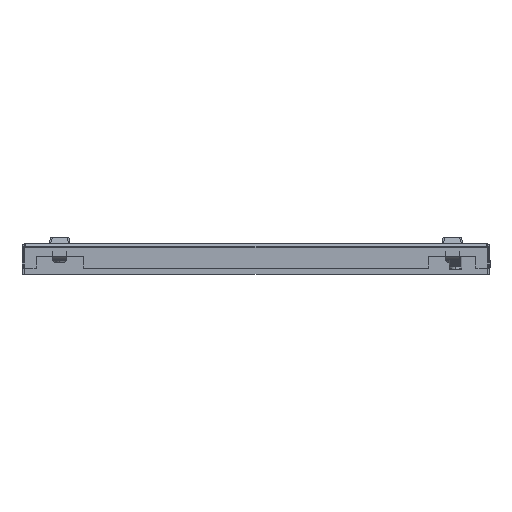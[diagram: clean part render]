
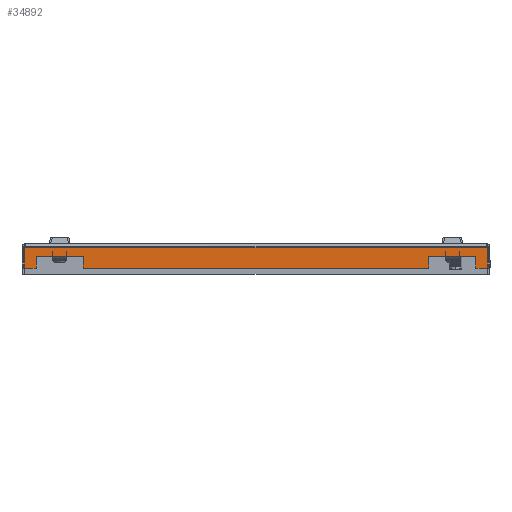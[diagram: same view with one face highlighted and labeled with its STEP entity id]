
A CAD part, left-side view. The second image highlights one B-rep face of the part: STEP entity #34892.
In plain terms, the highlighted planar face has unit normal (-1, 0, 0).
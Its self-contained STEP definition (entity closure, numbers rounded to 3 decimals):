
#1039 = CARTESIAN_POINT ( 'NONE',  ( -332.5, 148., -0.75 ) ) ;
#1059 = CARTESIAN_POINT ( 'NONE',  ( -332.5, -147.999, -0.75 ) ) ;
#1073 = CARTESIAN_POINT ( 'NONE',  ( -332.5, 140., -6.5 ) ) ;
#4713 = FACE_OUTER_BOUND ( 'NONE', #11050, .T. ) ;
#8400 = LINE ( 'NONE', #16370, #8415 ) ;
#8406 = LINE ( 'NONE', #16347, #8409 ) ;
#8409 = VECTOR ( 'NONE', #16344, 1000. ) ;
#8410 = LINE ( 'NONE', #16337, #8413 ) ;
#8413 = VECTOR ( 'NONE', #16333, 1000. ) ;
#8414 = LINE ( 'NONE', #16327, #8417 ) ;
#8415 = VECTOR ( 'NONE', #16331, 1000. ) ;
#8416 = LINE ( 'NONE', #16322, #8419 ) ;
#8417 = VECTOR ( 'NONE', #16324, 1000. ) ;
#8418 = LINE ( 'NONE', #16317, #8421 ) ;
#8419 = VECTOR ( 'NONE', #16319, 1000. ) ;
#8420 = LINE ( 'NONE', #16312, #8423 ) ;
#8421 = VECTOR ( 'NONE', #16314, 1000. ) ;
#8422 = LINE ( 'NONE', #16307, #8425 ) ;
#8423 = VECTOR ( 'NONE', #16309, 1000. ) ;
#8424 = LINE ( 'NONE', #16302, #8427 ) ;
#8425 = VECTOR ( 'NONE', #16304, 1000. ) ;
#8426 = LINE ( 'NONE', #16297, #8429 ) ;
#8427 = VECTOR ( 'NONE', #16299, 1000. ) ;
#8428 = LINE ( 'NONE', #16292, #8431 ) ;
#8429 = VECTOR ( 'NONE', #16294, 1000. ) ;
#8431 = VECTOR ( 'NONE', #16289, 1000. ) ;
#8432 = LINE ( 'NONE', #16284, #8433 ) ;
#8433 = VECTOR ( 'NONE', #16286, 1000. ) ;
#10253 = VERTEX_POINT ( 'NONE', #54706 ) ;
#10257 = VERTEX_POINT ( 'NONE', #54700 ) ;
#10258 = VERTEX_POINT ( 'NONE', #54698 ) ;
#10259 = VERTEX_POINT ( 'NONE', #54696 ) ;
#10260 = VERTEX_POINT ( 'NONE', #54694 ) ;
#10261 = VERTEX_POINT ( 'NONE', #54692 ) ;
#10262 = VERTEX_POINT ( 'NONE', #54690 ) ;
#10269 = VERTEX_POINT ( 'NONE', #54676 ) ;
#10270 = VERTEX_POINT ( 'NONE', #54674 ) ;
#11050 = EDGE_LOOP ( 'NONE', ( #20083, #20114, #20115, #20116, #20117, #20118, #20119, #20120, #20121, #20122, #20123, #20124 ) ) ;
#15135 = EDGE_CURVE ( 'NONE', #20877, #10270, #8406, .T. ) ;
#15137 = EDGE_CURVE ( 'NONE', #10262, #10269, #8410, .T. ) ;
#15138 = EDGE_CURVE ( 'NONE', #10269, #10270, #8400, .T. ) ;
#15139 = EDGE_CURVE ( 'NONE', #10259, #10261, #8414, .T. ) ;
#15140 = EDGE_CURVE ( 'NONE', #10261, #10262, #8416, .T. ) ;
#15141 = EDGE_CURVE ( 'NONE', #10258, #10260, #8418, .T. ) ;
#15142 = EDGE_CURVE ( 'NONE', #10260, #10259, #8420, .T. ) ;
#15143 = EDGE_CURVE ( 'NONE', #10257, #20861, #8422, .T. ) ;
#15144 = EDGE_CURVE ( 'NONE', #20861, #10258, #8424, .T. ) ;
#15145 = EDGE_CURVE ( 'NONE', #20898, #10253, #8426, .T. ) ;
#15146 = EDGE_CURVE ( 'NONE', #10253, #10257, #8428, .T. ) ;
#15148 = EDGE_CURVE ( 'NONE', #20898, #20877, #8432, .T. ) ;
#16284 = CARTESIAN_POINT ( 'NONE',  ( -332.5, 296.007, -0.75 ) ) ;
#16286 = DIRECTION ( 'NONE',  ( 0., -1., 0. ) ) ;
#16289 = DIRECTION ( 'NONE',  ( 0., -1., 0. ) ) ;
#16292 = CARTESIAN_POINT ( 'NONE',  ( -332.5, -148., -14. ) ) ;
#16294 = DIRECTION ( 'NONE',  ( 0., 0., -1. ) ) ;
#16297 = CARTESIAN_POINT ( 'NONE',  ( -332.5, 147.999, 295.546 ) ) ;
#16299 = DIRECTION ( 'NONE',  ( 0., -1., 0. ) ) ;
#16302 = CARTESIAN_POINT ( 'NONE',  ( -332.5, 140., -6.5 ) ) ;
#16304 = DIRECTION ( 'NONE',  ( 0., 0., 1. ) ) ;
#16307 = CARTESIAN_POINT ( 'NONE',  ( -332.5, 140., -14. ) ) ;
#16309 = DIRECTION ( 'NONE',  ( 0., -1., 0. ) ) ;
#16312 = CARTESIAN_POINT ( 'NONE',  ( -332.5, -148., -14. ) ) ;
#16314 = DIRECTION ( 'NONE',  ( 0., 0., -1. ) ) ;
#16317 = CARTESIAN_POINT ( 'NONE',  ( -332.5, 110., -14. ) ) ;
#16319 = DIRECTION ( 'NONE',  ( 0., -1., 0. ) ) ;
#16322 = CARTESIAN_POINT ( 'NONE',  ( -332.5, -140., -6.5 ) ) ;
#16324 = DIRECTION ( 'NONE',  ( 0., 0., 1. ) ) ;
#16327 = CARTESIAN_POINT ( 'NONE',  ( -332.5, -110., -14. ) ) ;
#16331 = DIRECTION ( 'NONE',  ( 0., -1., 0. ) ) ;
#16333 = DIRECTION ( 'NONE',  ( 0., 0., -1. ) ) ;
#16337 = CARTESIAN_POINT ( 'NONE',  ( -332.5, -140., -14. ) ) ;
#16344 = DIRECTION ( 'NONE',  ( 0., 0., -1. ) ) ;
#16347 = CARTESIAN_POINT ( 'NONE',  ( -332.5, -147.999, 295.55 ) ) ;
#16370 = CARTESIAN_POINT ( 'NONE',  ( -332.5, -148., -14. ) ) ;
#20083 = ORIENTED_EDGE ( 'NONE', *, *, #15148, .F. ) ;
#20114 = ORIENTED_EDGE ( 'NONE', *, *, #15145, .T. ) ;
#20115 = ORIENTED_EDGE ( 'NONE', *, *, #15146, .T. ) ;
#20116 = ORIENTED_EDGE ( 'NONE', *, *, #15143, .T. ) ;
#20117 = ORIENTED_EDGE ( 'NONE', *, *, #15144, .T. ) ;
#20118 = ORIENTED_EDGE ( 'NONE', *, *, #15141, .T. ) ;
#20119 = ORIENTED_EDGE ( 'NONE', *, *, #15142, .T. ) ;
#20120 = ORIENTED_EDGE ( 'NONE', *, *, #15139, .T. ) ;
#20121 = ORIENTED_EDGE ( 'NONE', *, *, #15140, .T. ) ;
#20122 = ORIENTED_EDGE ( 'NONE', *, *, #15137, .T. ) ;
#20123 = ORIENTED_EDGE ( 'NONE', *, *, #15138, .T. ) ;
#20124 = ORIENTED_EDGE ( 'NONE', *, *, #15135, .F. ) ;
#20861 = VERTEX_POINT ( 'NONE', #1073 ) ;
#20877 = VERTEX_POINT ( 'NONE', #1059 ) ;
#20898 = VERTEX_POINT ( 'NONE', #1039 ) ;
#34892 = ADVANCED_FACE ( 'NONE', ( #4713 ), #77821, .F. ) ;
#54674 = CARTESIAN_POINT ( 'NONE',  ( -332.5, -148., -14. ) ) ;
#54676 = CARTESIAN_POINT ( 'NONE',  ( -332.5, -140., -14. ) ) ;
#54690 = CARTESIAN_POINT ( 'NONE',  ( -332.5, -140., -6.5 ) ) ;
#54692 = CARTESIAN_POINT ( 'NONE',  ( -332.5, -110., -6.5 ) ) ;
#54694 = CARTESIAN_POINT ( 'NONE',  ( -332.5, 110., -14. ) ) ;
#54696 = CARTESIAN_POINT ( 'NONE',  ( -332.5, -110., -14. ) ) ;
#54698 = CARTESIAN_POINT ( 'NONE',  ( -332.5, 110., -6.5 ) ) ;
#54700 = CARTESIAN_POINT ( 'NONE',  ( -332.5, 140., -14. ) ) ;
#54706 = CARTESIAN_POINT ( 'NONE',  ( -332.5, 148., -14. ) ) ;
#65482 = AXIS2_PLACEMENT_3D ( 'NONE', #77741, #77824, #77826 ) ;
#77741 = CARTESIAN_POINT ( 'NONE',  ( -332.5, -148., 0. ) ) ;
#77821 = PLANE ( 'NONE',  #65482 ) ;
#77824 = DIRECTION ( 'NONE',  ( 1., 0., 0. ) ) ;
#77826 = DIRECTION ( 'NONE',  ( 0., 1., 0. ) ) ;
